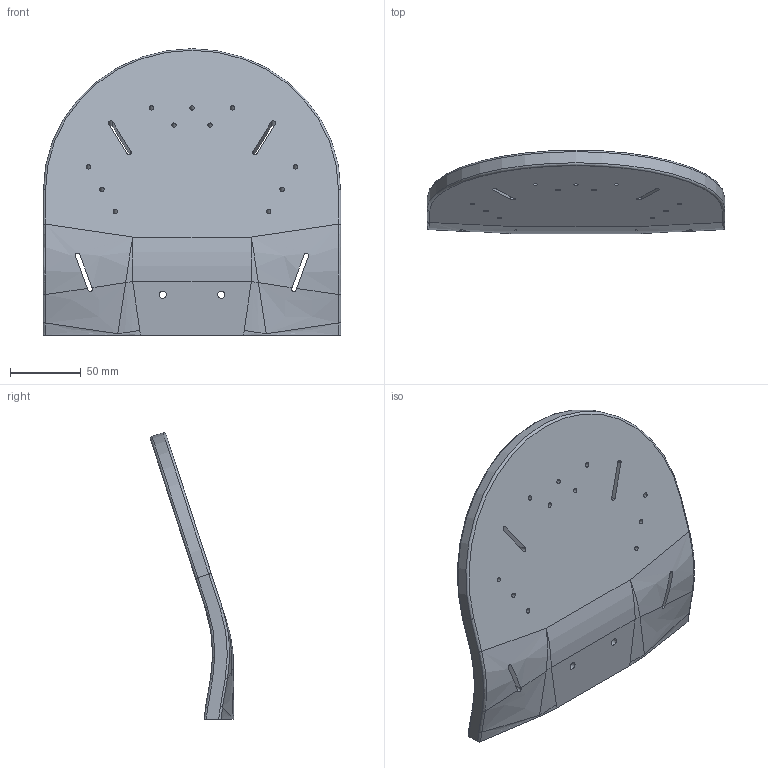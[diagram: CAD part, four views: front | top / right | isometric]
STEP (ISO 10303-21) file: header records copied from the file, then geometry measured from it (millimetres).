
FILE_DESCRIPTION(/* description */ (''),/* implementation_level */ '2;1');
FILE_NAME(/* name */ 'tail.stp',/* time_stamp */ '2023-11-14T20:19:29-08:00',/* author */ ('devan'),/* organization */ (''),/* preprocessor_version */ 'ST-DEVELOPER v20',/* originating_system */ 'Autodesk Inventor 2024',/* authorisation */ '');
FILE_SCHEMA (('AUTOMOTIVE_DESIGN { 1 0 10303 214 3 1 1 }'));
Length unit declared in the file: inch
Products named in the file (1): 32
Bounding box: 209.55 x 58.68 x 202.03 mm (x, y, z)
Volume: 438471.2 mm3; surface area: 93238.5 mm2
Topology: 1 solids, 1 shells, 93 faces, 236 edges, 146 vertices
Faces by surface type: cylinder 33, bspline 32, plane 20, sphere 4, torus 2, cone 2
Full cylindrical faces by diameter (mm): 3.175 x11, 4.5 x2, 5 x2, 6.5 x3
Entity records: 3839 total; most frequent: CARTESIAN_POINT 1702, ORIENTED_EDGE 472, DIRECTION 350, EDGE_CURVE 236, VERTEX_POINT 146, AXIS2_PLACEMENT_3D 144, EDGE_LOOP 128, FACE_OUTER_BOUND 93
